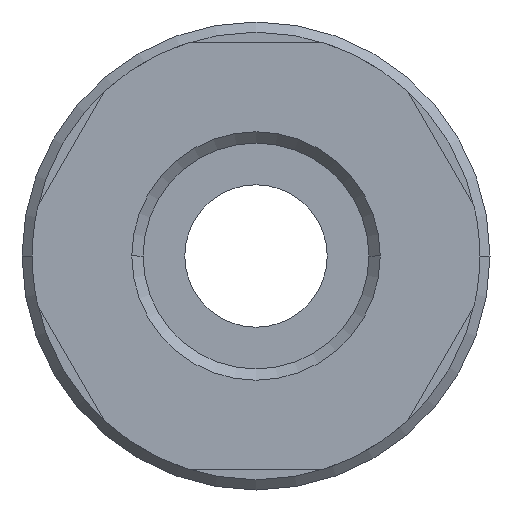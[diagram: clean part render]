
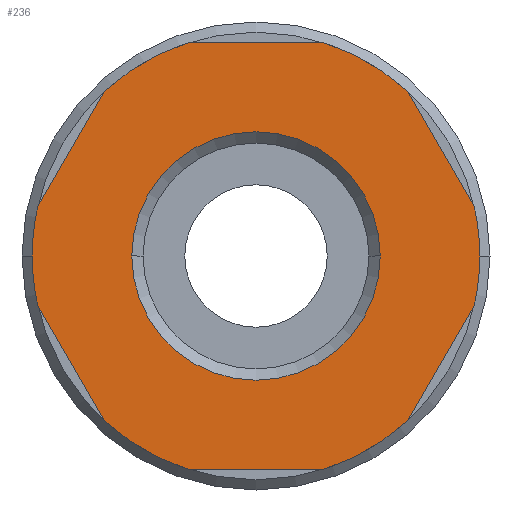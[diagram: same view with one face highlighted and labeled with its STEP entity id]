
A CAD part, front view. The second image highlights one B-rep face of the part: STEP entity #236.
In plain terms, the highlighted planar face has unit normal (0, -1, 0).
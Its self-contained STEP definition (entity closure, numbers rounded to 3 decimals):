
#236=ADVANCED_FACE('',(#522,#523),#524,.T.);
#522=FACE_BOUND('',#849,.T.);
#523=FACE_OUTER_BOUND('',#850,.T.);
#524=PLANE('',#851);
#849=EDGE_LOOP('',(#1441,#1442));
#850=EDGE_LOOP('',(#1443,#1444,#1445,#1446,#1447,#1448,#1449,#1450,#1451,#1452,#1453,#1454,#1455,#1456));
#851=AXIS2_PLACEMENT_3D('',#1457,#1458,#1459);
#1441=ORIENTED_EDGE('',*,*,#2033,.T.);
#1442=ORIENTED_EDGE('',*,*,#2059,.T.);
#1443=ORIENTED_EDGE('',*,*,#1983,.T.);
#1444=ORIENTED_EDGE('',*,*,#2060,.F.);
#1445=ORIENTED_EDGE('',*,*,#1933,.T.);
#1446=ORIENTED_EDGE('',*,*,#1931,.F.);
#1447=ORIENTED_EDGE('',*,*,#2061,.T.);
#1448=ORIENTED_EDGE('',*,*,#2062,.F.);
#1449=ORIENTED_EDGE('',*,*,#2027,.F.);
#1450=ORIENTED_EDGE('',*,*,#2063,.T.);
#1451=ORIENTED_EDGE('',*,*,#2003,.F.);
#1452=ORIENTED_EDGE('',*,*,#1974,.T.);
#1453=ORIENTED_EDGE('',*,*,#2039,.F.);
#1454=ORIENTED_EDGE('',*,*,#2064,.T.);
#1455=ORIENTED_EDGE('',*,*,#2065,.F.);
#1456=ORIENTED_EDGE('',*,*,#1995,.F.);
#1457=CARTESIAN_POINT('',(5.5,0.0,0.0));
#1458=DIRECTION('',(-0.0,-1.0,-0.0));
#1459=DIRECTION('',(-1.0,0.0,0.0));
#1931=EDGE_CURVE('',#2314,#2309,#2316,.T.);
#1933=EDGE_CURVE('',#2318,#2309,#2319,.T.);
#1974=EDGE_CURVE('',#2378,#2375,#2379,.T.);
#1983=EDGE_CURVE('',#2394,#2391,#2395,.T.);
#1995=EDGE_CURVE('',#2394,#2407,#2410,.T.);
#2003=EDGE_CURVE('',#2378,#2418,#2422,.T.);
#2027=EDGE_CURVE('',#2456,#2451,#2458,.T.);
#2033=EDGE_CURVE('',#2466,#2464,#2467,.T.);
#2039=EDGE_CURVE('',#2474,#2375,#2476,.T.);
#2059=EDGE_CURVE('',#2464,#2466,#2499,.T.);
#2060=EDGE_CURVE('',#2318,#2391,#2500,.T.);
#2061=EDGE_CURVE('',#2314,#2501,#2502,.T.);
#2062=EDGE_CURVE('',#2451,#2501,#2503,.T.);
#2063=EDGE_CURVE('',#2456,#2418,#2504,.T.);
#2064=EDGE_CURVE('',#2474,#2505,#2506,.T.);
#2065=EDGE_CURVE('',#2407,#2505,#2507,.T.);
#2309=VERTEX_POINT('',#2862);
#2314=VERTEX_POINT('',#2868);
#2316=CIRCLE('',#2871,11.0);
#2318=VERTEX_POINT('',#2873);
#2319=LINE('',#2874,#2875);
#2375=VERTEX_POINT('',#2954);
#2378=VERTEX_POINT('',#2958);
#2379=LINE('',#2959,#2960);
#2391=VERTEX_POINT('',#2986);
#2394=VERTEX_POINT('',#2990);
#2395=LINE('',#2991,#2992);
#2407=VERTEX_POINT('',#3006);
#2410=CIRCLE('',#3010,11.0);
#2418=VERTEX_POINT('',#3020);
#2422=CIRCLE('',#3025,11.0);
#2451=VERTEX_POINT('',#3065);
#2456=VERTEX_POINT('',#3071);
#2458=CIRCLE('',#3074,11.0);
#2464=VERTEX_POINT('',#3082);
#2466=VERTEX_POINT('',#3085);
#2467=CIRCLE('',#3086,6.105);
#2474=VERTEX_POINT('',#3094);
#2476=CIRCLE('',#3097,11.0);
#2499=CIRCLE('',#3157,6.105);
#2500=CIRCLE('',#3158,11.0);
#2501=VERTEX_POINT('',#3159);
#2502=LINE('',#3160,#3161);
#2503=CIRCLE('',#3162,11.0);
#2504=LINE('',#3163,#3164);
#2505=VERTEX_POINT('',#3165);
#2506=LINE('',#3166,#3167);
#2507=CIRCLE('',#3168,11.0);
#2862=CARTESIAN_POINT('',(3.279,0.0,-10.5));
#2868=CARTESIAN_POINT('',(7.454,0.0,-8.089));
#2871=AXIS2_PLACEMENT_3D('',#3565,#3566,#3567);
#2873=CARTESIAN_POINT('',(-3.279,0.0,-10.5));
#2874=CARTESIAN_POINT('',(2.75,0.0,-10.5));
#2875=VECTOR('',#3568,1.0);
#2954=CARTESIAN_POINT('',(-3.279,0.0,10.5));
#2958=CARTESIAN_POINT('',(3.279,0.0,10.5));
#2959=CARTESIAN_POINT('',(2.75,0.0,10.5));
#2960=VECTOR('',#3627,1.0);
#2986=CARTESIAN_POINT('',(-7.454,0.0,-8.089));
#2990=CARTESIAN_POINT('',(-10.733,0.0,-2.411));
#2991=CARTESIAN_POINT('',(-8.406,0.0,-6.441));
#2992=VECTOR('',#3635,1.0);
#3006=CARTESIAN_POINT('',(-11.0,0.0,0.));
#3010=AXIS2_PLACEMENT_3D('',#3654,#3655,#3656);
#3020=CARTESIAN_POINT('',(7.454,0.0,8.089));
#3025=AXIS2_PLACEMENT_3D('',#3666,#3667,#3668);
#3065=CARTESIAN_POINT('',(11.0,0.0,0.));
#3071=CARTESIAN_POINT('',(10.733,0.0,2.411));
#3074=AXIS2_PLACEMENT_3D('',#3713,#3714,#3715);
#3082=CARTESIAN_POINT('',(6.105,0.0,0.));
#3085=CARTESIAN_POINT('',(-6.105,0.0,0.));
#3086=AXIS2_PLACEMENT_3D('',#3719,#3720,#3721);
#3094=CARTESIAN_POINT('',(-7.454,0.0,8.089));
#3097=AXIS2_PLACEMENT_3D('',#3730,#3731,#3732);
#3157=AXIS2_PLACEMENT_3D('',#3746,#3747,#3748);
#3158=AXIS2_PLACEMENT_3D('',#3749,#3750,#3751);
#3159=CARTESIAN_POINT('',(10.733,0.0,-2.411));
#3160=CARTESIAN_POINT('',(9.781,0.0,-4.059));
#3161=VECTOR('',#3752,1.0);
#3162=AXIS2_PLACEMENT_3D('',#3753,#3754,#3755);
#3163=CARTESIAN_POINT('',(9.781,0.0,4.059));
#3164=VECTOR('',#3756,1.0);
#3165=CARTESIAN_POINT('',(-10.733,0.0,2.411));
#3166=CARTESIAN_POINT('',(-8.406,0.0,6.441));
#3167=VECTOR('',#3757,1.0);
#3168=AXIS2_PLACEMENT_3D('',#3758,#3759,#3760);
#3565=CARTESIAN_POINT('',(0.0,0.0,0.0));
#3566=DIRECTION('',(-0.0,1.0,0.0));
#3567=DIRECTION('',(1.0,0.0,0.0));
#3568=DIRECTION('',(1.0,-0.0,0.0));
#3627=DIRECTION('',(-1.0,0.0,0.));
#3635=DIRECTION('',(0.5,0.0,-0.866));
#3654=CARTESIAN_POINT('',(0.0,0.0,0.0));
#3655=DIRECTION('',(-0.0,1.0,0.0));
#3656=DIRECTION('',(1.0,0.0,0.0));
#3666=CARTESIAN_POINT('',(0.0,0.0,0.0));
#3667=DIRECTION('',(-0.0,1.0,0.0));
#3668=DIRECTION('',(1.0,0.0,0.0));
#3713=CARTESIAN_POINT('',(0.0,0.0,0.0));
#3714=DIRECTION('',(-0.0,1.0,0.0));
#3715=DIRECTION('',(1.0,0.0,0.0));
#3719=CARTESIAN_POINT('',(0.0,0.0,0.0));
#3720=DIRECTION('',(-0.0,1.0,0.0));
#3721=DIRECTION('',(1.0,0.0,0.0));
#3730=CARTESIAN_POINT('',(0.0,0.0,0.0));
#3731=DIRECTION('',(-0.0,1.0,0.0));
#3732=DIRECTION('',(1.0,0.0,0.0));
#3746=CARTESIAN_POINT('',(0.0,0.0,0.0));
#3747=DIRECTION('',(-0.0,1.0,0.0));
#3748=DIRECTION('',(1.0,0.0,0.0));
#3749=CARTESIAN_POINT('',(0.0,0.0,0.0));
#3750=DIRECTION('',(-0.0,1.0,0.0));
#3751=DIRECTION('',(1.0,0.0,0.0));
#3752=DIRECTION('',(0.5,-0.0,0.866));
#3753=CARTESIAN_POINT('',(0.0,0.0,0.0));
#3754=DIRECTION('',(-0.0,1.0,0.0));
#3755=DIRECTION('',(1.0,0.0,0.0));
#3756=DIRECTION('',(-0.5,0.0,0.866));
#3757=DIRECTION('',(-0.5,0.0,-0.866));
#3758=CARTESIAN_POINT('',(0.0,0.0,0.0));
#3759=DIRECTION('',(-0.0,1.0,0.0));
#3760=DIRECTION('',(1.0,0.0,0.0));
